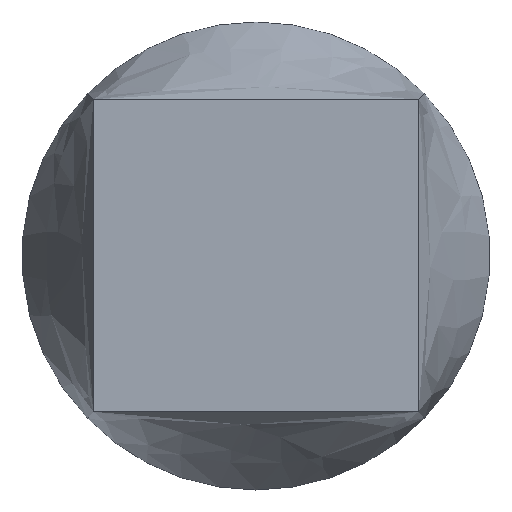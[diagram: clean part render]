
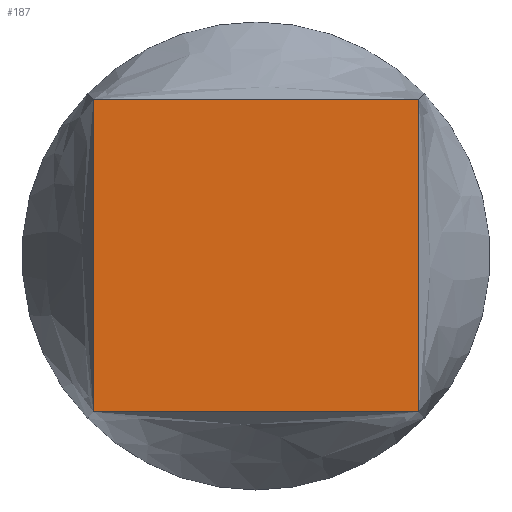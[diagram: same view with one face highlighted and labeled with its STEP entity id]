
A CAD part, top view. The second image highlights one B-rep face of the part: STEP entity #187.
In plain terms, the highlighted planar face has unit normal (0, 0, 1).
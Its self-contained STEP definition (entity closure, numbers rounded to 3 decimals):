
#29=FACE_OUTER_BOUND('',#40,.T.);
#40=EDGE_LOOP('',(#147,#148,#149,#150));
#59=LINE('',#291,#79);
#60=LINE('',#293,#80);
#61=LINE('',#295,#81);
#62=LINE('',#296,#82);
#79=VECTOR('',#244,10.);
#80=VECTOR('',#245,10.);
#81=VECTOR('',#246,10.);
#82=VECTOR('',#247,10.);
#95=VERTEX_POINT('',#289);
#96=VERTEX_POINT('',#290);
#97=VERTEX_POINT('',#292);
#98=VERTEX_POINT('',#294);
#115=EDGE_CURVE('',#95,#96,#59,.T.);
#116=EDGE_CURVE('',#96,#97,#60,.T.);
#117=EDGE_CURVE('',#97,#98,#61,.T.);
#118=EDGE_CURVE('',#98,#95,#62,.T.);
#147=ORIENTED_EDGE('',*,*,#115,.T.);
#148=ORIENTED_EDGE('',*,*,#116,.T.);
#149=ORIENTED_EDGE('',*,*,#117,.T.);
#150=ORIENTED_EDGE('',*,*,#118,.T.);
#180=PLANE('',#212);
#187=ADVANCED_FACE('',(#29),#180,.T.);
#212=AXIS2_PLACEMENT_3D('',#288,#242,#243);
#242=DIRECTION('center_axis',(0.,0.,
1.));
#243=DIRECTION('ref_axis',(1.,0.,0.));
#244=DIRECTION('',(0.,-1.,0.));
#245=DIRECTION('',(1.,0.,0.));
#246=DIRECTION('',(0.,1.,0.));
#247=DIRECTION('',(-1.,0.,0.));
#288=CARTESIAN_POINT('Origin',(0.,0.,
5.4));
#289=CARTESIAN_POINT('',(-6.25,6.,5.4));
#290=CARTESIAN_POINT('',(-6.25,-6.,5.4));
#291=CARTESIAN_POINT('',(-6.25,-6.,5.4));
#292=CARTESIAN_POINT('',(6.25,-6.,5.4));
#293=CARTESIAN_POINT('',(6.25,-6.,5.4));
#294=CARTESIAN_POINT('',(6.25,6.,5.4));
#295=CARTESIAN_POINT('',(6.25,6.,5.4));
#296=CARTESIAN_POINT('',(-6.25,6.,5.4));
